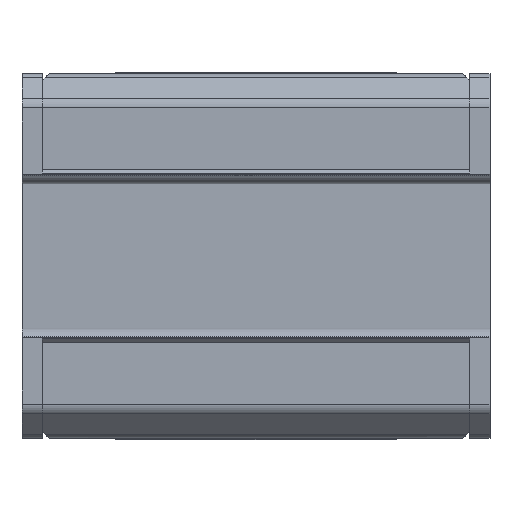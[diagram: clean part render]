
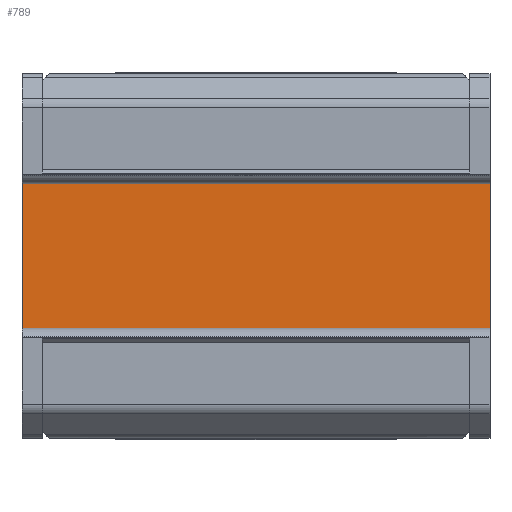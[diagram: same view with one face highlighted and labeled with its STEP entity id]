
A CAD part, front view. The second image highlights one B-rep face of the part: STEP entity #789.
In plain terms, the highlighted planar face has unit normal (0, -1, 0).
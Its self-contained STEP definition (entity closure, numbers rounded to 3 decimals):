
#33 = EDGE_CURVE ( 'NONE', #406, #592, #1232, .T. ) ;
#96 = EDGE_LOOP ( 'NONE', ( #1825, #3147, #3621, #298 ) ) ;
#182 = DIRECTION ( 'NONE',  ( 0., -1., 0. ) ) ;
#282 = CARTESIAN_POINT ( 'NONE',  ( 17.2, 5.5, -5.7 ) ) ;
#298 = ORIENTED_EDGE ( 'NONE', *, *, #1779, .T. ) ;
#300 = DIRECTION ( 'NONE',  ( 0., 0., 1. ) ) ;
#349 = VERTEX_POINT ( 'NONE', #2340 ) ;
#400 = VECTOR ( 'NONE', #1859, 1000. ) ;
#406 = VERTEX_POINT ( 'NONE', #3656 ) ;
#592 = VERTEX_POINT ( 'NONE', #3629 ) ;
#789 = ADVANCED_FACE ( 'NONE', ( #855 ), #2651, .T. ) ;
#813 = EDGE_CURVE ( 'NONE', #592, #349, #1395, .T. ) ;
#855 = FACE_OUTER_BOUND ( 'NONE', #96, .T. ) ;
#1232 = LINE ( 'NONE', #2766, #400 ) ;
#1395 = LINE ( 'NONE', #2998, #1510 ) ;
#1510 = VECTOR ( 'NONE', #2001, 1000. ) ;
#1692 = VERTEX_POINT ( 'NONE', #3802 ) ;
#1779 = EDGE_CURVE ( 'NONE', #349, #1692, #2596, .T. ) ;
#1825 = ORIENTED_EDGE ( 'NONE', *, *, #3418, .T. ) ;
#1859 = DIRECTION ( 'NONE',  ( -1., 0., 0. ) ) ;
#1963 = AXIS2_PLACEMENT_3D ( 'NONE', #3272, #182, #3897 ) ;
#2001 = DIRECTION ( 'NONE',  ( 0., 0., -1. ) ) ;
#2036 = VECTOR ( 'NONE', #2360, 1000. ) ;
#2340 = CARTESIAN_POINT ( 'NONE',  ( -17.2, 5.5, -5.7 ) ) ;
#2360 = DIRECTION ( 'NONE',  ( 1., 0., 0. ) ) ;
#2489 = LINE ( 'NONE', #282, #3287 ) ;
#2596 = LINE ( 'NONE', #3843, #2036 ) ;
#2651 = PLANE ( 'NONE',  #1963 ) ;
#2766 = CARTESIAN_POINT ( 'NONE',  ( 17.2, 5.5, 5.7 ) ) ;
#2998 = CARTESIAN_POINT ( 'NONE',  ( -17.2, 5.5, -5.7 ) ) ;
#3147 = ORIENTED_EDGE ( 'NONE', *, *, #33, .T. ) ;
#3272 = CARTESIAN_POINT ( 'NONE',  ( 17.2, 5.5, -5.7 ) ) ;
#3287 = VECTOR ( 'NONE', #300, 1000. ) ;
#3418 = EDGE_CURVE ( 'NONE', #1692, #406, #2489, .T. ) ;
#3621 = ORIENTED_EDGE ( 'NONE', *, *, #813, .T. ) ;
#3629 = CARTESIAN_POINT ( 'NONE',  ( -17.2, 5.5, 5.7 ) ) ;
#3656 = CARTESIAN_POINT ( 'NONE',  ( 17.2, 5.5, 5.7 ) ) ;
#3802 = CARTESIAN_POINT ( 'NONE',  ( 17.2, 5.5, -5.7 ) ) ;
#3843 = CARTESIAN_POINT ( 'NONE',  ( 17.2, 5.5, -5.7 ) ) ;
#3897 = DIRECTION ( 'NONE',  ( 0., 0., -1. ) ) ;
